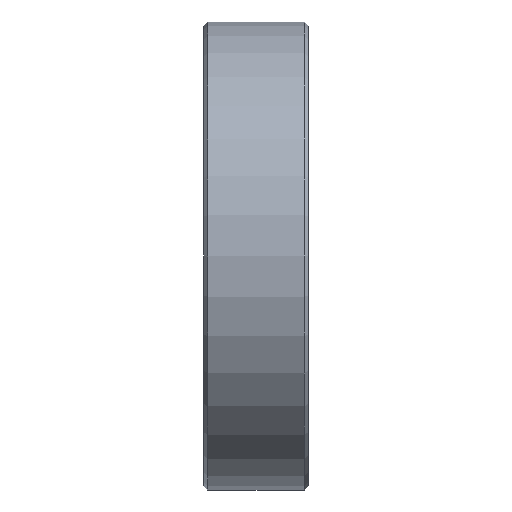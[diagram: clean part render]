
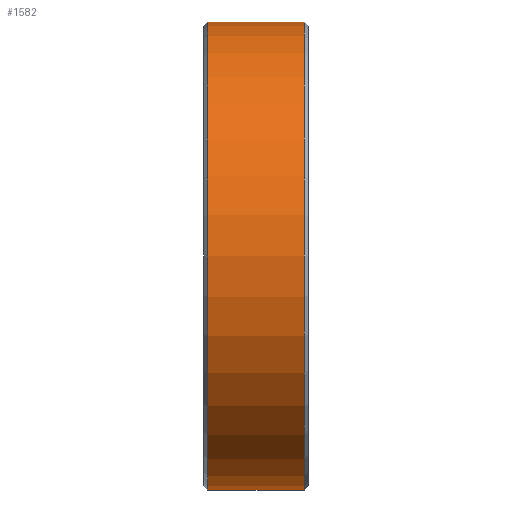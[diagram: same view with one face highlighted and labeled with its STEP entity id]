
A CAD part, left-side view. The second image highlights one B-rep face of the part: STEP entity #1582.
In plain terms, the highlighted cylindrical face has radius 17 mm (diameter 34 mm), a partial arc.
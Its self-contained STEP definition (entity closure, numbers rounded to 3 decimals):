
#494 = CARTESIAN_POINT ( 'NONE',  ( 0., 0.3, 17. ) ) ;
#526 = CARTESIAN_POINT ( 'NONE',  ( 0., 7.3, 17. ) ) ;
#535 = CARTESIAN_POINT ( 'NONE',  ( 0., 7.3, -17. ) ) ;
#586 = CARTESIAN_POINT ( 'NONE',  ( 0., 0.3, -17. ) ) ;
#593 = DIRECTION ( 'NONE',  ( 0., 1., 0. ) ) ;
#594 = VECTOR ( 'NONE', #593, 1000. ) ;
#595 = CARTESIAN_POINT ( 'NONE',  ( 0., 53.835, 17. ) ) ;
#611 = LINE ( 'NONE', #595, #594 ) ;
#630 = DIRECTION ( 'NONE',  ( 0., 1., 0. ) ) ;
#631 = VECTOR ( 'NONE', #630, 1000. ) ;
#632 = CARTESIAN_POINT ( 'NONE',  ( 0., 53.835, -17. ) ) ;
#633 = LINE ( 'NONE', #632, #631 ) ;
#715 = CARTESIAN_POINT ( 'NONE',  ( 0., 0.3, 0. ) ) ;
#728 = DIRECTION ( 'NONE',  ( 0., 0., 1. ) ) ;
#729 = DIRECTION ( 'NONE',  ( 0., 1., 0. ) ) ;
#736 = FACE_OUTER_BOUND ( 'NONE', #1490, .T. ) ;
#737 = CYLINDRICAL_SURFACE ( 'NONE', #738, 17. ) ;
#738 = AXIS2_PLACEMENT_3D ( 'NONE', #740, #729, #728 ) ;
#740 = CARTESIAN_POINT ( 'NONE',  ( 0., 53.835, 0. ) ) ;
#747 = AXIS2_PLACEMENT_3D ( 'NONE', #810, #809, #808 ) ;
#748 = CIRCLE ( 'NONE', #747, 17. ) ;
#760 = DIRECTION ( 'NONE',  ( 0., 0., -1. ) ) ;
#761 = DIRECTION ( 'NONE',  ( 0., 1., 0. ) ) ;
#770 = AXIS2_PLACEMENT_3D ( 'NONE', #715, #761, #760 ) ;
#777 = CIRCLE ( 'NONE', #770, 17. ) ;
#808 = DIRECTION ( 'NONE',  ( 0., 0., 1. ) ) ;
#809 = DIRECTION ( 'NONE',  ( 0., -1., 0. ) ) ;
#810 = CARTESIAN_POINT ( 'NONE',  ( 0., 7.3, 0. ) ) ;
#1454 = VERTEX_POINT ( 'NONE', #494 ) ;
#1456 = VERTEX_POINT ( 'NONE', #526 ) ;
#1479 = VERTEX_POINT ( 'NONE', #535 ) ;
#1485 = VERTEX_POINT ( 'NONE', #586 ) ;
#1490 = EDGE_LOOP ( 'NONE', ( #1586, #1589, #1570, #1590 ) ) ;
#1508 = EDGE_CURVE ( 'NONE', #1454, #1456, #611, .T. ) ;
#1527 = EDGE_CURVE ( 'NONE', #1485, #1479, #633, .T. ) ;
#1570 = ORIENTED_EDGE ( 'NONE', *, *, #1508, .T. ) ;
#1582 = ADVANCED_FACE ( 'NONE', ( #736 ), #737, .T. ) ;
#1586 = ORIENTED_EDGE ( 'NONE', *, *, #1527, .F. ) ;
#1589 = ORIENTED_EDGE ( 'NONE', *, *, #1607, .T. ) ;
#1590 = ORIENTED_EDGE ( 'NONE', *, *, #1617, .T. ) ;
#1607 = EDGE_CURVE ( 'NONE', #1485, #1454, #777, .T. ) ;
#1617 = EDGE_CURVE ( 'NONE', #1456, #1479, #748, .T. ) ;
